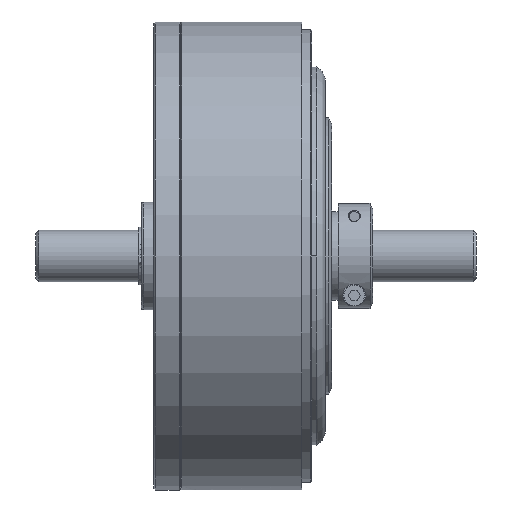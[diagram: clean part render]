
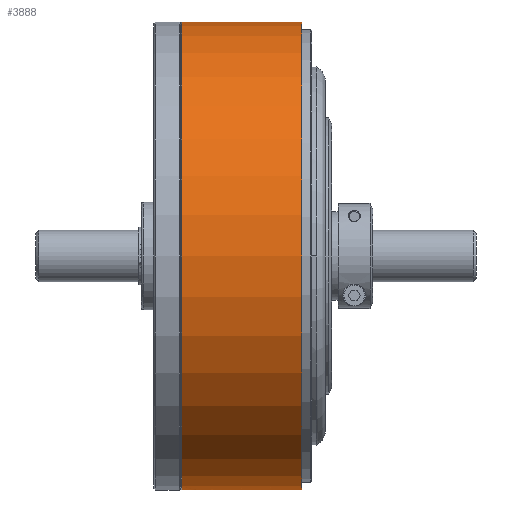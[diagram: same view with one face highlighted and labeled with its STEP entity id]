
A CAD part, front view. The second image highlights one B-rep face of the part: STEP entity #3888.
In plain terms, the highlighted cylindrical face has radius 113.03 mm (diameter 226.06 mm), a partial arc.
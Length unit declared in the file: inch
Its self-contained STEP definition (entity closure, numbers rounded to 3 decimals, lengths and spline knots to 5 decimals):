
#110 = CARTESIAN_POINT ( 'NONE',  ( 0.74261, -0.12101, -4.44835 ) ) ;
#285 = DIRECTION ( 'NONE',  ( 1., 0., 0. ) ) ;
#289 = ORIENTED_EDGE ( 'NONE', *, *, #14555, .T. ) ;
#463 = ORIENTED_EDGE ( 'NONE', *, *, #2870, .F. ) ;
#492 = EDGE_CURVE ( 'NONE', #10868, #5016, #1612, .T. ) ;
#565 = ORIENTED_EDGE ( 'NONE', *, *, #691, .T. ) ;
#691 = EDGE_CURVE ( 'NONE', #7093, #10868, #2857, .T. ) ;
#889 = CARTESIAN_POINT ( 'NONE',  ( 0.8377, -0.10845, -4.44868 ) ) ;
#1043 = CARTESIAN_POINT ( 'NONE',  ( 0.65, 0., -4.45 ) ) ;
#1482 = B_SPLINE_CURVE_WITH_KNOTS ( 'NONE', 3,
 ( #3240, #7802, #10042, #4395, #2051, #12306, #5578, #13429, #6717, #14546, #7853, #889, #8978, #10100, #11186, #3283, #11232, #4453 ),
 .UNSPECIFIED., .F., .F.,
 ( 4, 2, 2, 2, 2, 2, 2, 2, 4 ),
 ( 0.00496, 0.00558, 0.00621, 0.00683, 0.00745, 0.00807, 0.00869, 0.00931, 0.00993 ),
 .UNSPECIFIED. ) ;
#1612 = CIRCLE ( 'NONE', #12798, 4.45 ) ;
#2051 = CARTESIAN_POINT ( 'NONE',  ( 0.89363, -0.04025, -4.44982 ) ) ;
#2096 = CARTESIAN_POINT ( 'NONE',  ( 0.66651, -0.06262, -4.44956 ) ) ;
#2311 = CARTESIAN_POINT ( 'NONE',  ( 0.68087, -0.08265, -4.44924 ) ) ;
#2857 = LINE ( 'NONE', #12916, #9223 ) ;
#2870 = EDGE_CURVE ( 'NONE', #12139, #5016, #13931, .T. ) ;
#3240 = CARTESIAN_POINT ( 'NONE',  ( 0.9, 0., -4.45 ) ) ;
#3283 = CARTESIAN_POINT ( 'NONE',  ( 0.79144, -0.12418, -4.44827 ) ) ;
#3294 = ORIENTED_EDGE ( 'NONE', *, *, #4577, .F. ) ;
#3434 = CARTESIAN_POINT ( 'NONE',  ( 2.813, 0., 4.45 ) ) ;
#3624 = DIRECTION ( 'NONE',  ( 0., 0., 1. ) ) ;
#3652 = EDGE_CURVE ( 'NONE', #13038, #4652, #1482, .T. ) ;
#3888 = ADVANCED_FACE ( 'NONE', ( #12768 ), #12599, .T. ) ;
#4395 = CARTESIAN_POINT ( 'NONE',  ( 0.89599, -0.03246, -4.44989 ) ) ;
#4449 = CARTESIAN_POINT ( 'NONE',  ( 0.66267, -0.05544, -4.44966 ) ) ;
#4453 = CARTESIAN_POINT ( 'NONE',  ( 0.775, -0.125, -4.44824 ) ) ;
#4577 = EDGE_CURVE ( 'NONE', #13828, #13038, #14310, .T. ) ;
#4652 = VERTEX_POINT ( 'NONE', #5901 ) ;
#4746 = CARTESIAN_POINT ( 'NONE',  ( 0.6987, -0.09936, -4.44889 ) ) ;
#4779 = DIRECTION ( 'NONE',  ( -1., 0., 0. ) ) ;
#4805 = CARTESIAN_POINT ( 'NONE',  ( 0.71965, -0.11237, -4.44858 ) ) ;
#5016 = VERTEX_POINT ( 'NONE', #10168 ) ;
#5272 = AXIS2_PLACEMENT_3D ( 'NONE', #10425, #4779, #3624 ) ;
#5578 = CARTESIAN_POINT ( 'NONE',  ( 0.88345, -0.0627, -4.44956 ) ) ;
#5901 = CARTESIAN_POINT ( 'NONE',  ( 0.775, -0.125, -4.44824 ) ) ;
#6201 = DIRECTION ( 'NONE',  ( -1., 0., 0. ) ) ;
#6717 = CARTESIAN_POINT ( 'NONE',  ( 0.86923, -0.08255, -4.44924 ) ) ;
#6823 = CARTESIAN_POINT ( 'NONE',  ( -0.14524, 0., -4.45 ) ) ;
#7045 = CARTESIAN_POINT ( 'NONE',  ( 0.76684, -0.125, -4.44824 ) ) ;
#7089 = EDGE_CURVE ( 'NONE', #4652, #12139, #14335, .T. ) ;
#7093 = VERTEX_POINT ( 'NONE', #3434 ) ;
#7119 = CARTESIAN_POINT ( 'NONE',  ( 0.75873, -0.12421, -4.44827 ) ) ;
#7255 = ORIENTED_EDGE ( 'NONE', *, *, #3652, .F. ) ;
#7289 = CARTESIAN_POINT ( 'NONE',  ( 0.527, 0., 0. ) ) ;
#7451 = CARTESIAN_POINT ( 'NONE',  ( -0.14524, 0., -4.45 ) ) ;
#7750 = CARTESIAN_POINT ( 'NONE',  ( 0.7124, -0.10851, -4.44868 ) ) ;
#7802 = CARTESIAN_POINT ( 'NONE',  ( 0.9, -0.00815, -4.45 ) ) ;
#7853 = CARTESIAN_POINT ( 'NONE',  ( 0.85123, -0.0994, -4.44889 ) ) ;
#8127 = ORIENTED_EDGE ( 'NONE', *, *, #492, .T. ) ;
#8199 = CARTESIAN_POINT ( 'NONE',  ( 0.775, -0.125, -4.44824 ) ) ;
#8419 = DIRECTION ( 'NONE',  ( 0., 0., -1. ) ) ;
#8696 = ORIENTED_EDGE ( 'NONE', *, *, #7089, .F. ) ;
#8978 = CARTESIAN_POINT ( 'NONE',  ( 0.83039, -0.11236, -4.44858 ) ) ;
#9077 = CARTESIAN_POINT ( 'NONE',  ( 0.65081, -0.01637, -4.44998 ) ) ;
#9223 = VECTOR ( 'NONE', #6201, 39.37008 ) ;
#9426 = CARTESIAN_POINT ( 'NONE',  ( 2.813, 0., 0. ) ) ;
#9554 = DIRECTION ( 'NONE',  ( -1., 0., 0. ) ) ;
#9569 = DIRECTION ( 'NONE',  ( 0., 0., 1. ) ) ;
#9780 = CARTESIAN_POINT ( 'NONE',  ( 0.527, 0., 4.45 ) ) ;
#9803 = CARTESIAN_POINT ( 'NONE',  ( 2.813, 0., -4.45 ) ) ;
#10042 = CARTESIAN_POINT ( 'NONE',  ( 0.89918, -0.01643, -4.44998 ) ) ;
#10100 = CARTESIAN_POINT ( 'NONE',  ( 0.81525, -0.11863, -4.44842 ) ) ;
#10168 = CARTESIAN_POINT ( 'NONE',  ( 0.527, 0., -4.45 ) ) ;
#10425 = CARTESIAN_POINT ( 'NONE',  ( -0.14524, 0., 0. ) ) ;
#10868 = VERTEX_POINT ( 'NONE', #9780 ) ;
#10944 = CARTESIAN_POINT ( 'NONE',  ( 0.9, 0., -4.45 ) ) ;
#11186 = CARTESIAN_POINT ( 'NONE',  ( 0.80745, -0.12099, -4.44836 ) ) ;
#11232 = CARTESIAN_POINT ( 'NONE',  ( 0.78316, -0.125, -4.44824 ) ) ;
#11278 = CARTESIAN_POINT ( 'NONE',  ( 0.65399, -0.03235, -4.44989 ) ) ;
#11334 = CARTESIAN_POINT ( 'NONE',  ( 0.65, -0.00825, -4.45 ) ) ;
#11705 = CIRCLE ( 'NONE', #12211, 4.45 ) ;
#11866 = DIRECTION ( 'NONE',  ( -1., 0., 0. ) ) ;
#12040 = DIRECTION ( 'NONE',  ( -1., 0., 0. ) ) ;
#12139 = VERTEX_POINT ( 'NONE', #13380 ) ;
#12211 = AXIS2_PLACEMENT_3D ( 'NONE', #9426, #9554, #9569 ) ;
#12306 = CARTESIAN_POINT ( 'NONE',  ( 0.88736, -0.05538, -4.44966 ) ) ;
#12599 = CYLINDRICAL_SURFACE ( 'NONE', #5272, 4.45 ) ;
#12694 = CARTESIAN_POINT ( 'NONE',  ( 0.7347, -0.11861, -4.44842 ) ) ;
#12768 = FACE_OUTER_BOUND ( 'NONE', #14163, .T. ) ;
#12798 = AXIS2_PLACEMENT_3D ( 'NONE', #7289, #285, #8419 ) ;
#12916 = CARTESIAN_POINT ( 'NONE',  ( -0.14524, 0., 4.45 ) ) ;
#13038 = VERTEX_POINT ( 'NONE', #10944 ) ;
#13380 = CARTESIAN_POINT ( 'NONE',  ( 0.65, 0., -4.45 ) ) ;
#13421 = CARTESIAN_POINT ( 'NONE',  ( 0.67559, -0.07622, -4.44935 ) ) ;
#13429 = CARTESIAN_POINT ( 'NONE',  ( 0.87439, -0.07624, -4.44935 ) ) ;
#13828 = VERTEX_POINT ( 'NONE', #9803 ) ;
#13883 = VECTOR ( 'NONE', #12040, 39.37008 ) ;
#13931 = LINE ( 'NONE', #6823, #13883 ) ;
#14163 = EDGE_LOOP ( 'NONE', ( #3294, #289, #565, #8127, #463, #8696, #7255 ) ) ;
#14310 = LINE ( 'NONE', #7451, #14344 ) ;
#14335 = B_SPLINE_CURVE_WITH_KNOTS ( 'NONE', 3,
 ( #8199, #7045, #7119, #110, #12694, #4805, #7750, #4746, #14786, #2311, #13421, #2096, #4449, #14590, #11278, #9077, #11334, #1043 ),
 .UNSPECIFIED., .F., .F.,
 ( 4, 2, 2, 2, 2, 2, 2, 2, 4 ),
 ( 0.00993, 0.01055, 0.01117, 0.01179, 0.01241, 0.01303, 0.01365, 0.01427, 0.01489 ),
 .UNSPECIFIED. ) ;
#14344 = VECTOR ( 'NONE', #11866, 39.37008 ) ;
#14546 = CARTESIAN_POINT ( 'NONE',  ( 0.85756, -0.09422, -4.44901 ) ) ;
#14555 = EDGE_CURVE ( 'NONE', #13828, #7093, #11705, .T. ) ;
#14590 = CARTESIAN_POINT ( 'NONE',  ( 0.65639, -0.04031, -4.44982 ) ) ;
#14786 = CARTESIAN_POINT ( 'NONE',  ( 0.6924, -0.09418, -4.44901 ) ) ;
